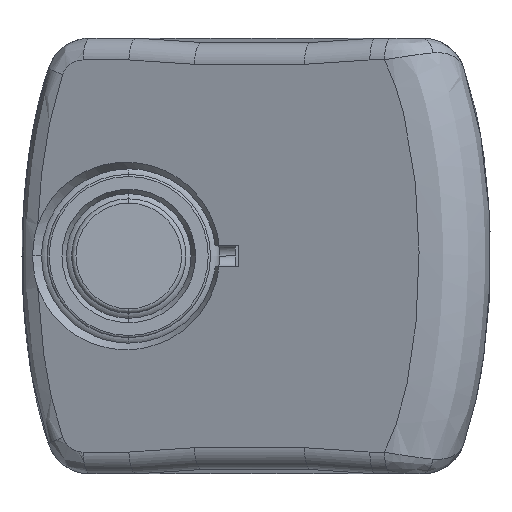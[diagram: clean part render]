
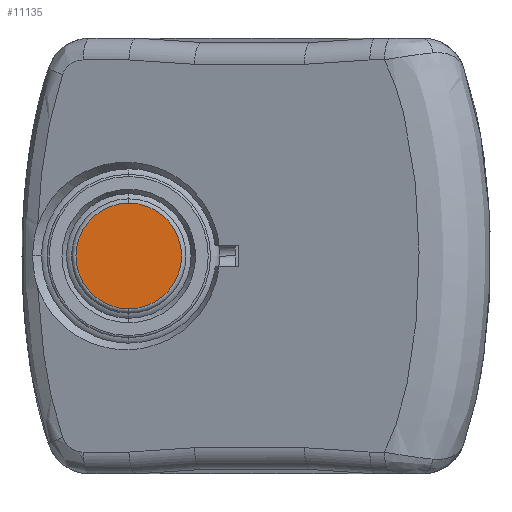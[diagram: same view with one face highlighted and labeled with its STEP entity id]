
A CAD part, left-side view. The second image highlights one B-rep face of the part: STEP entity #11135.
In plain terms, the highlighted planar face has unit normal (-1, 0, 0).
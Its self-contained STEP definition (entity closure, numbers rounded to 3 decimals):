
#1887 = FACE_OUTER_BOUND ( 'NONE', #30627, .T. ) ;
#4992 = CARTESIAN_POINT ( 'NONE',  ( -4.25, 0., 0. ) ) ;
#6023 = VERTEX_POINT ( 'NONE', #31252 ) ;
#7255 = ORIENTED_EDGE ( 'NONE', *, *, #15933, .T. ) ;
#7415 = ORIENTED_EDGE ( 'NONE', *, *, #11883, .T. ) ;
#9693 = CARTESIAN_POINT ( 'NONE',  ( -4.25, 0., 0. ) ) ;
#10071 = DIRECTION ( 'NONE',  ( -1., 0., 0. ) ) ;
#11135 = ADVANCED_FACE ( 'NONE', ( #1887 ), #33800, .F. ) ;
#11406 = CIRCLE ( 'NONE', #27855, 2.425 ) ;
#11883 = EDGE_CURVE ( 'NONE', #6023, #17818, #26651, .T. ) ;
#13472 = AXIS2_PLACEMENT_3D ( 'NONE', #9693, #10071, #31939 ) ;
#14675 = CARTESIAN_POINT ( 'NONE',  ( -4.25, 0., -2.425 ) ) ;
#15933 = EDGE_CURVE ( 'NONE', #17818, #6023, #11406, .T. ) ;
#17818 = VERTEX_POINT ( 'NONE', #14675 ) ;
#20248 = DIRECTION ( 'NONE',  ( 0., 0., -1. ) ) ;
#26619 = DIRECTION ( 'NONE',  ( -1., 0., 0. ) ) ;
#26651 = CIRCLE ( 'NONE', #13472, 2.425 ) ;
#27809 = CARTESIAN_POINT ( 'NONE',  ( -4.25, 0., 0. ) ) ;
#27855 = AXIS2_PLACEMENT_3D ( 'NONE', #4992, #26619, #20248 ) ;
#30627 = EDGE_LOOP ( 'NONE', ( #7255, #7415 ) ) ;
#31252 = CARTESIAN_POINT ( 'NONE',  ( -4.25, 0., 2.425 ) ) ;
#31939 = DIRECTION ( 'NONE',  ( 0., 0., -1. ) ) ;
#33800 = PLANE ( 'NONE',  #35159 ) ;
#34020 = DIRECTION ( 'NONE',  ( 1., 0., 0. ) ) ;
#35159 = AXIS2_PLACEMENT_3D ( 'NONE', #27809, #34020, #39593 ) ;
#39593 = DIRECTION ( 'NONE',  ( 0., 0., -1. ) ) ;
